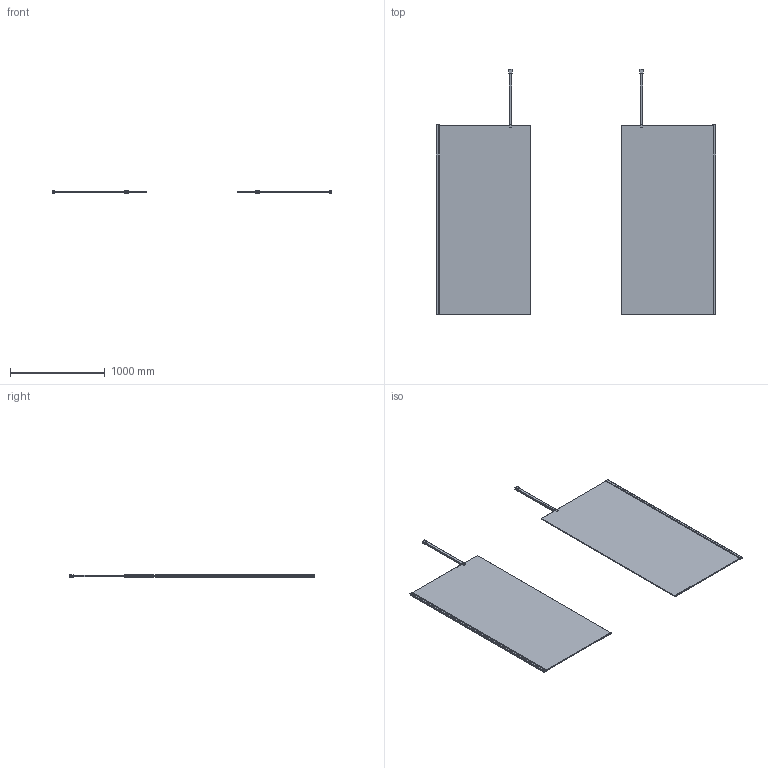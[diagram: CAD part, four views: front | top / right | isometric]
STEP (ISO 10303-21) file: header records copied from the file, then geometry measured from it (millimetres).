
FILE_DESCRIPTION (( 'STEP AP214' ), '1' );
FILE_NAME ('12.STEP', '2020-12-15T12:57:28', ( '' ), ( '' ), 'SwSTEP 2.0', 'SolidWorks 2010', '' );
FILE_SCHEMA (( 'AUTOMOTIVE_DESIGN' ));
Length unit declared in the file: millimetre
Products named in the file (14): LW-C; Ceiling bracing bar; LP-4; 12; 3; Bottom seal for fixed glass - 萵掛; 10mmDBJT; LW-3519; LP-3084; Fixed glass1000X2000; 2; LP-5; 4; LW-A
Assembly tree (19 placements, depth 3):
  12
    Ceiling bracing bar  x2
      2
      LW-A
      3
      LP-4
      LP-5
      LW-3519
      4
    Bottom seal for fixed glass - 萵掛  x2
    10mmDBJT  x2
    LP-3084  x2
    LW-C  x2
    Fixed glass1000X2000  x2
Bounding box: 2951.82 x 2584.5 x 28 mm (x, y, z)
Volume: 40632337.9 mm3; surface area: 9772918 mm2
Topology: 24 solids, 24 shells, 1552 faces, 3838 edges, 2346 vertices
Faces by surface type: plane 694, cylinder 426, bspline 214, torus 138, sphere 60, cone 20
Entity records: 32433 total; most frequent: CARTESIAN_POINT 14068, ORIENTED_EDGE 3774, DIRECTION 3523, EDGE_CURVE 1887, AXIS2_PLACEMENT_3D 1182, VERTEX_POINT 1173, LINE 1159, VECTOR 1159
